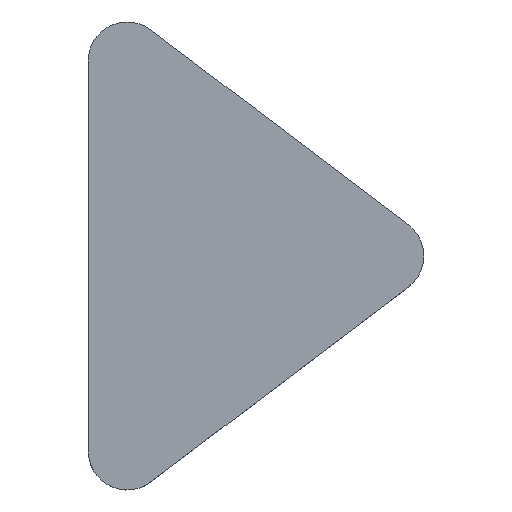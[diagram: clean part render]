
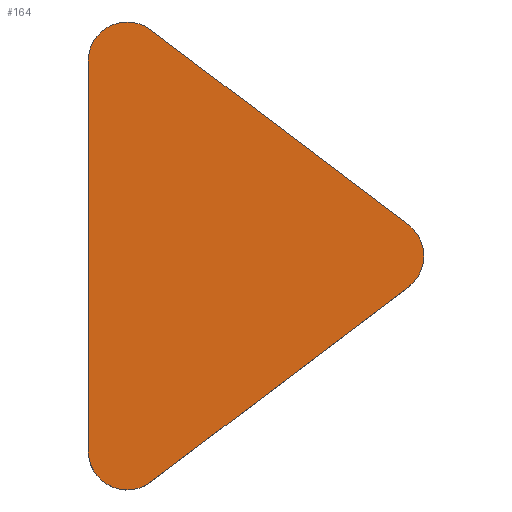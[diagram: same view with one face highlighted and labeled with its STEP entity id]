
A CAD part, top view. The second image highlights one B-rep face of the part: STEP entity #164.
In plain terms, the highlighted planar face has unit normal (0, 0, 1).
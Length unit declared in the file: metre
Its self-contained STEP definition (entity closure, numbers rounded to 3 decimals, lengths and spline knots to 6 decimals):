
#18=CIRCLE('',#187,0.001);
#19=CIRCLE('',#190,0.001);
#20=CIRCLE('',#193,0.001);
#26=LINE('',#289,#39);
#30=LINE('',#299,#43);
#33=LINE('',#307,#46);
#39=VECTOR('',#218,1.);
#43=VECTOR('',#228,1.);
#46=VECTOR('',#237,1.);
#52=PLANE('',#194);
#89=ORIENTED_EDGE('',*,*,#105,.F.);
#90=ORIENTED_EDGE('',*,*,#108,.T.);
#91=ORIENTED_EDGE('',*,*,#110,.F.);
#92=ORIENTED_EDGE('',*,*,#112,.T.);
#93=ORIENTED_EDGE('',*,*,#114,.F.);
#94=ORIENTED_EDGE('',*,*,#115,.T.);
#105=EDGE_CURVE('',#124,#125,#26,.T.);
#108=EDGE_CURVE('',#124,#126,#18,.T.);
#110=EDGE_CURVE('',#127,#126,#30,.T.);
#112=EDGE_CURVE('',#127,#128,#19,.T.);
#114=EDGE_CURVE('',#129,#128,#33,.T.);
#115=EDGE_CURVE('',#129,#125,#20,.T.);
#124=VERTEX_POINT('',#288);
#125=VERTEX_POINT('',#290);
#126=VERTEX_POINT('',#294);
#127=VERTEX_POINT('',#298);
#128=VERTEX_POINT('',#302);
#129=VERTEX_POINT('',#306);
#142=EDGE_LOOP('',(#89,#90,#91,#92,#93,#94));
#153=FACE_BOUND('',#142,.T.);
#164=ADVANCED_FACE('',(#153),#52,.T.);
#187=AXIS2_PLACEMENT_3D('',#295,#223,#224);
#190=AXIS2_PLACEMENT_3D('',#303,#232,#233);
#193=AXIS2_PLACEMENT_3D('',#309,#240,#241);
#194=AXIS2_PLACEMENT_3D('',#310,#242,#243);
#218=DIRECTION('',(0.798,-0.603,0.));
#223=DIRECTION('',(0.,0.,1.));
#224=DIRECTION('',(1.,0.,0.));
#228=DIRECTION('',(0.,1.,0.));
#232=DIRECTION('',(0.,0.,1.));
#233=DIRECTION('',(1.,0.,0.));
#237=DIRECTION('',(-0.798,-0.603,0.));
#240=DIRECTION('',(0.,0.,1.));
#241=DIRECTION('',(1.,0.,0.));
#242=DIRECTION('',(0.,0.,1.));
#243=DIRECTION('',(1.,0.,0.));
#288=CARTESIAN_POINT('',(-0.028397,0.041051,0.0024));
#289=CARTESIAN_POINT('',(-0.025099,0.038556,0.0024));
#290=CARTESIAN_POINT('',(-0.021801,0.036061,0.0024));
#294=CARTESIAN_POINT('',(-0.03,0.040253,0.0024));
#295=CARTESIAN_POINT('',(-0.029,0.040253,0.0024));
#298=CARTESIAN_POINT('',(-0.03,0.030274,0.0024));
#299=CARTESIAN_POINT('',(-0.03,0.037759,0.0024));
#302=CARTESIAN_POINT('',(-0.028397,0.029477,0.0024));
#303=CARTESIAN_POINT('',(-0.029,0.030274,0.0024));
#306=CARTESIAN_POINT('',(-0.021801,0.034466,0.0024));
#307=CARTESIAN_POINT('',(-0.025099,0.031971,0.0024));
#309=CARTESIAN_POINT('',(-0.022404,0.035264,0.0024));
#310=CARTESIAN_POINT('',(-0.025702,0.035264,0.0024));
